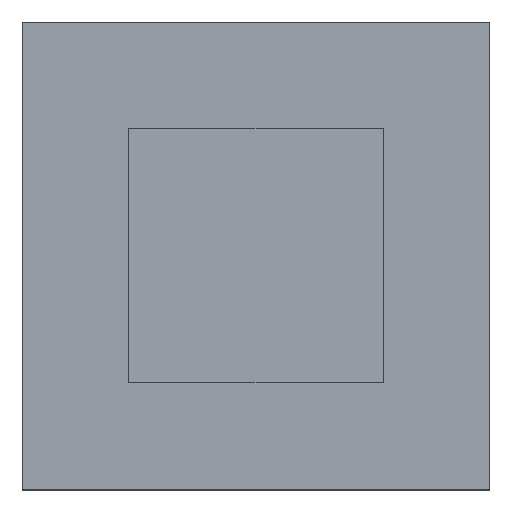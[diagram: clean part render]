
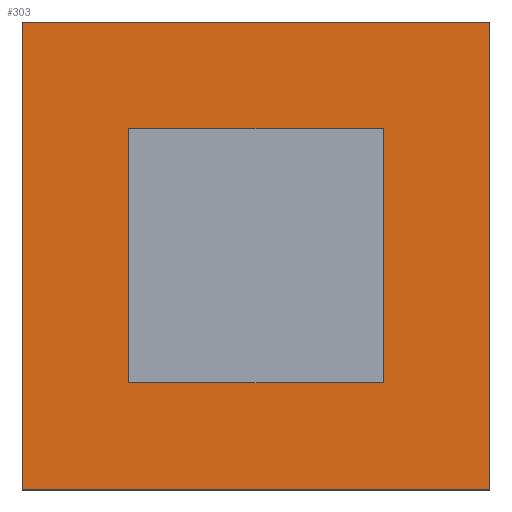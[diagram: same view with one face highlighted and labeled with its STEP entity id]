
A CAD part, top view. The second image highlights one B-rep face of the part: STEP entity #303.
In plain terms, the highlighted planar face has unit normal (0, 0, 1).
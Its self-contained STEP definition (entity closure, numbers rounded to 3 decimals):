
#174 = VERTEX_POINT('',#175);
#175 = CARTESIAN_POINT('',(-4.6,-4.6,3.9));
#190 = VERTEX_POINT('',#191);
#191 = CARTESIAN_POINT('',(-4.6,4.6,3.9));
#197 = EDGE_CURVE('',#174,#190,#198,.T.);
#198 = LINE('',#199,#200);
#199 = CARTESIAN_POINT('',(-4.6,-4.6,3.9));
#200 = VECTOR('',#201,1.);
#201 = DIRECTION('',(0.,1.,0.));
#214 = VERTEX_POINT('',#215);
#215 = CARTESIAN_POINT('',(4.6,-4.6,3.9));
#230 = VERTEX_POINT('',#231);
#231 = CARTESIAN_POINT('',(4.6,4.6,3.9));
#237 = EDGE_CURVE('',#214,#230,#238,.T.);
#238 = LINE('',#239,#240);
#239 = CARTESIAN_POINT('',(4.6,-4.6,3.9));
#240 = VECTOR('',#241,1.);
#241 = DIRECTION('',(0.,1.,0.));
#258 = EDGE_CURVE('',#174,#214,#259,.T.);
#259 = LINE('',#260,#261);
#260 = CARTESIAN_POINT('',(-4.6,-4.6,3.9));
#261 = VECTOR('',#262,1.);
#262 = DIRECTION('',(1.,0.,0.));
#280 = EDGE_CURVE('',#190,#230,#281,.T.);
#281 = LINE('',#282,#283);
#282 = CARTESIAN_POINT('',(-4.6,4.6,3.9));
#283 = VECTOR('',#284,1.);
#284 = DIRECTION('',(1.,0.,0.));
#303 = ADVANCED_FACE('',(#304),#310,.T.);
#304 = FACE_BOUND('',#305,.T.);
#305 = EDGE_LOOP('',(#306,#307,#308,#309));
#306 = ORIENTED_EDGE('',*,*,#197,.F.);
#307 = ORIENTED_EDGE('',*,*,#258,.T.);
#308 = ORIENTED_EDGE('',*,*,#237,.T.);
#309 = ORIENTED_EDGE('',*,*,#280,.F.);
#310 = PLANE('',#311);
#311 = AXIS2_PLACEMENT_3D('',#312,#313,#314);
#312 = CARTESIAN_POINT('',(-4.6,-4.6,3.9));
#313 = DIRECTION('',(0.,0.,1.));
#314 = DIRECTION('',(1.,0.,0.));
